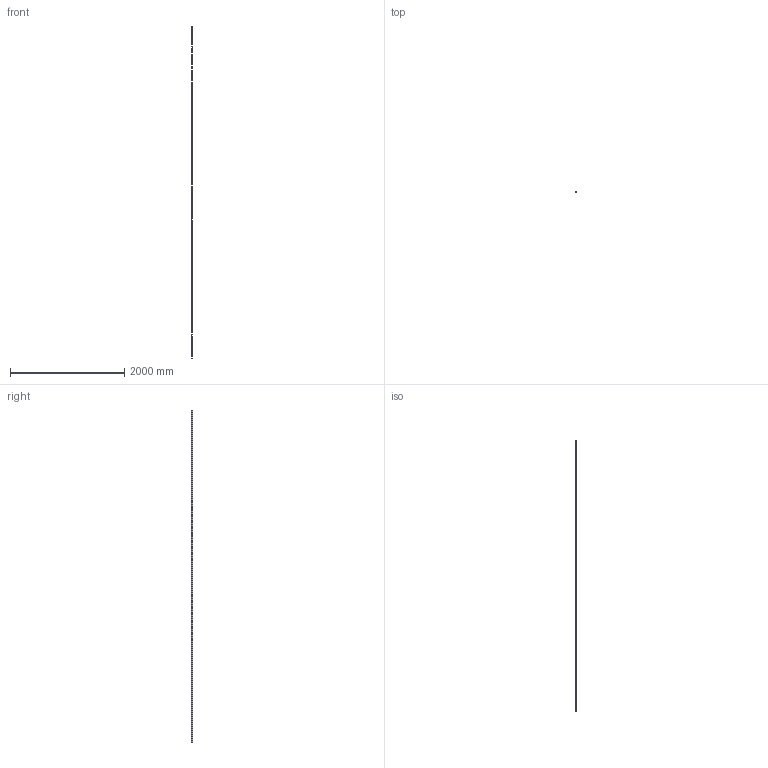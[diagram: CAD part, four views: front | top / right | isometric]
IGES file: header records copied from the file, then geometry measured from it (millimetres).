
Start section:  PTC IGES file: S0823631433.igs
Global section: file name: S0823631433.igs; native system: Pro/ENGINEER by Parametric Technology Corporation; preprocessor: 2009380; author: RCRU51; organization: Rex Nord Marbet spa; date: 20100219.122533; units: millimetre
Bounding box: 17 x 18.7 x 5800 mm (x, y, z)
Surface area: 637012 mm2 (no closed solid volume)
Topology: 0 solids, 0 shells, 42 faces, 240 edges, 240 vertices
Faces by surface type: revolution 22, bspline 20
